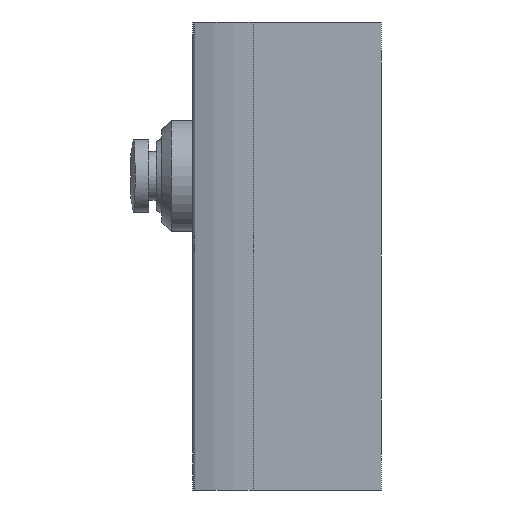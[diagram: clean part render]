
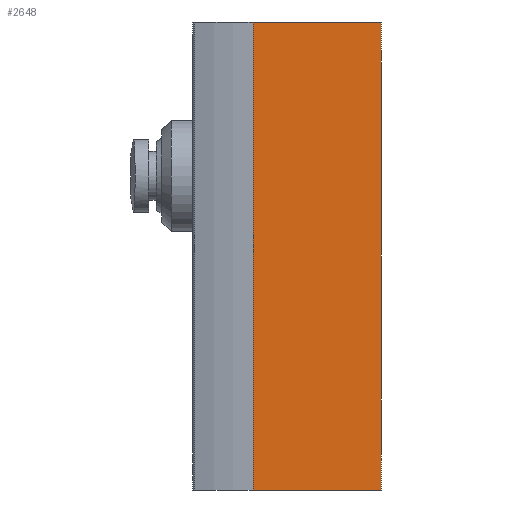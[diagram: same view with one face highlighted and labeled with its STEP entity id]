
A CAD part, left-side view. The second image highlights one B-rep face of the part: STEP entity #2648.
In plain terms, the highlighted planar face has unit normal (-1, 0, 0).
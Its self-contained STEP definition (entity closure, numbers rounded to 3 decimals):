
#121=LINE('',#3674,#209);
#126=LINE('',#3719,#214);
#128=LINE('',#3725,#216);
#129=LINE('',#3726,#217);
#209=VECTOR('',#3074,1000.);
#214=VECTOR('',#3115,1000.);
#216=VECTOR('',#3121,1000.);
#217=VECTOR('',#3122,1000.);
#334=ORIENTED_EDGE('',*,*,#790,.T.);
#335=ORIENTED_EDGE('',*,*,#765,.F.);
#336=ORIENTED_EDGE('',*,*,#791,.F.);
#337=ORIENTED_EDGE('',*,*,#787,.T.);
#765=EDGE_CURVE('',#993,#990,#121,.T.);
#787=EDGE_CURVE('',#1016,#1015,#126,.T.);
#790=EDGE_CURVE('',#1015,#990,#128,.T.);
#791=EDGE_CURVE('',#1016,#993,#129,.T.);
#990=VERTEX_POINT('',#3668);
#993=VERTEX_POINT('',#3673);
#1015=VERTEX_POINT('',#3718);
#1016=VERTEX_POINT('',#3720);
#1285=EDGE_LOOP('',(#334,#335,#336,#337));
#1495=FACE_BOUND('',#1285,.T.);
#1695=PLANE('',#2811);
#2648=ADVANCED_FACE('',(#1495),#1695,.F.);
#2811=AXIS2_PLACEMENT_3D('',#3724,#3119,#3120);
#3074=DIRECTION('',(0.,0.,-1.));
#3115=DIRECTION('',(0.,0.,-1.));
#3119=DIRECTION('',(1.,0.,0.));
#3120=DIRECTION('',(0.,0.,-1.));
#3121=DIRECTION('',(0.,-1.,0.));
#3122=DIRECTION('',(0.,-1.,0.));
#3668=CARTESIAN_POINT('',(-53.65,0.,-24.85));
#3673=CARTESIAN_POINT('',(-53.65,0.,24.85));
#3674=CARTESIAN_POINT('',(-53.65,0.,24.85));
#3718=CARTESIAN_POINT('',(-53.65,13.6,-24.85));
#3719=CARTESIAN_POINT('',(-53.65,13.6,24.85));
#3720=CARTESIAN_POINT('',(-53.65,13.6,24.85));
#3724=CARTESIAN_POINT('',(-53.65,13.6,24.85));
#3725=CARTESIAN_POINT('',(-53.65,13.6,-24.85));
#3726=CARTESIAN_POINT('',(-53.65,13.6,24.85));
